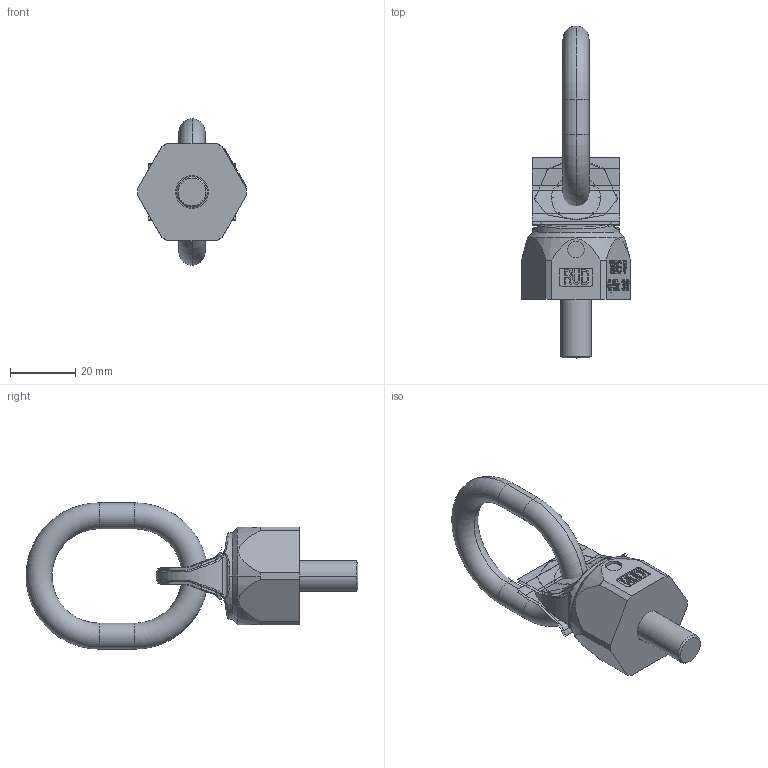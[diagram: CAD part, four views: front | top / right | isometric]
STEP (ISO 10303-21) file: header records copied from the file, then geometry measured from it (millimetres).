
FILE_DESCRIPTION((''),'2;1');
FILE_NAME('001-M31708-P-7_ASM','2005-01-11T',('jakubetz'),(''),'PRO/ENGINEER BY PARAMETRIC TECHNOLOGY CORPORATION, 2001400','PRO/ENGINEER BY PARAMETRIC TECHNOLOGY CORPORATION, 2001400','');
FILE_SCHEMA(('CONFIG_CONTROL_DESIGN'));
Length unit declared in the file: millimetre
Products named in the file (5): 001-M31708-P-7; 001-M31708-P-8; 001-M31708-P-2; 001-M31708-P-3; 001-M31708-P-7_ASM
Assembly tree (4 placements, depth 2):
  001-M31708-P-7_ASM
    001-M31708-P-7
    001-M31708-P-8
    001-M31708-P-2
    001-M31708-P-3
Bounding box: 33.5 x 102.09 x 45 mm (x, y, z)
Volume: 26008.2 mm3; surface area: 15131.8 mm2
Topology: 4 solids, 8 shells, 764 faces, 2054 edges, 1330 vertices
Faces by surface type: plane 568, cylinder 88, bspline 66, torus 20, cone 18, sphere 4
Entity records: 26263 total; most frequent: CARTESIAN_POINT 7527, ORIENTED_EDGE 4054, DIRECTION 3492, EDGE_CURVE 2054, VECTOR 1632, LINE 1632, VERTEX_POINT 1330, AXIS2_PLACEMENT_3D 930
